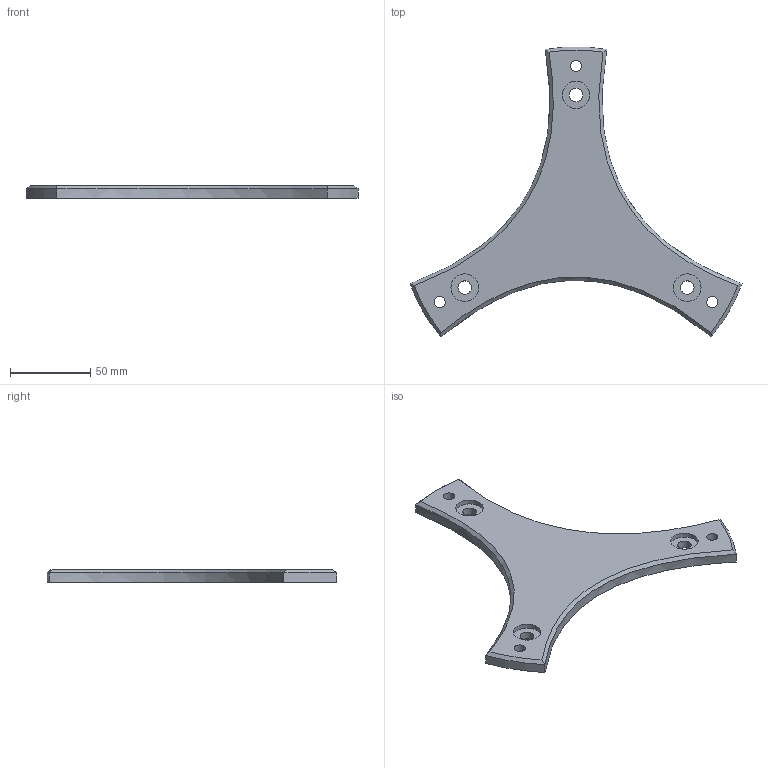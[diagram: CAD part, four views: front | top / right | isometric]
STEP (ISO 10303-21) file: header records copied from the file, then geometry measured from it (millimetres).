
FILE_DESCRIPTION(('FreeCAD Model'),'2;1');
FILE_NAME('etage_inf.step','2020-11-17T21:07:10', ('Author'),(''),'Open CASCADE STEP processor 7.3','FreeCAD','Unknown' );
FILE_SCHEMA(('AUTOMOTIVE_DESIGN { 1 0 10303 214 1 1 1 1 }'));
Length unit declared in the file: millimetre
Products named in the file (1): Body
Bounding box: 206.73 x 180.52 x 8 mm (x, y, z)
Volume: 88203.5 mm3; surface area: 30389 mm2
Topology: 1 solids, 1 shells, 28 faces, 60 edges, 38 vertices
Faces by surface type: cylinder 13, plane 6, bspline 3, cone 3, extrusion 3
Full cylindrical faces by diameter (mm): 7 x3, 8.4 x3, 17.2 x3, 56.2 x1
Entity records: 2628 total; most frequent: CARTESIAN_POINT 1375, DIRECTION 218, ORIENTED_EDGE 120, PCURVE 120, DEFINITIONAL_REPRESENTATION 120, VECTOR 89, LINE 86, EDGE_CURVE 60
